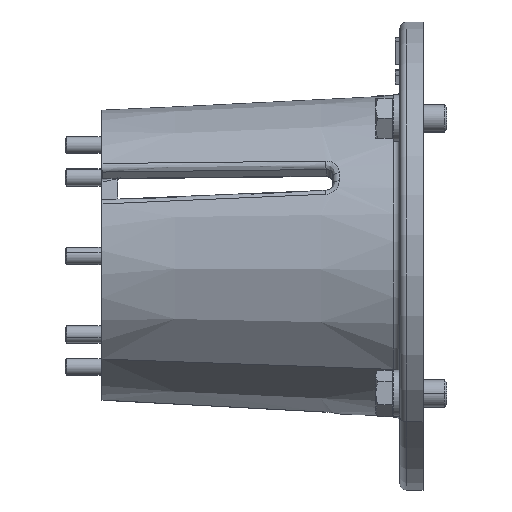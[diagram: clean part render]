
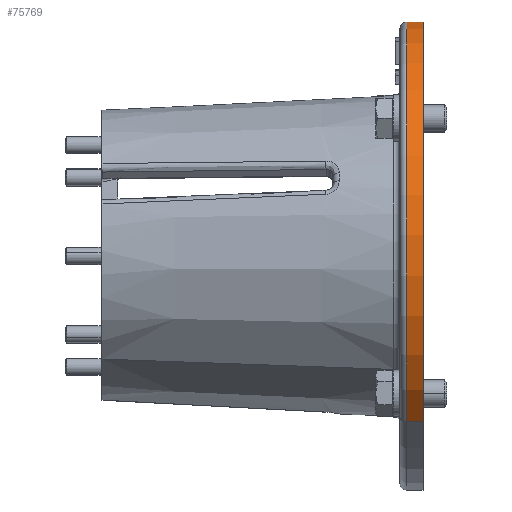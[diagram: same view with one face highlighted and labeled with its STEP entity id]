
A CAD part, top view. The second image highlights one B-rep face of the part: STEP entity #75769.
In plain terms, the highlighted cylindrical face has radius 111.125 mm (diameter 222.25 mm), a partial arc.
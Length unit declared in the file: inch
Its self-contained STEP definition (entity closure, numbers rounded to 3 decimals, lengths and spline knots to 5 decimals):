
#2645 = VECTOR ( 'NONE', #43189, 39.37008 ) ;
#10255 = CARTESIAN_POINT ( 'NONE',  ( 0.06, 7.75614, -2.74524 ) ) ;
#12543 = VERTEX_POINT ( 'NONE', #57543 ) ;
#13849 = VERTEX_POINT ( 'NONE', #80615 ) ;
#14461 = CARTESIAN_POINT ( 'NONE',  ( -0.06, 7.75614, -2.74524 ) ) ;
#18006 = CIRCLE ( 'NONE', #29998, 4.375 ) ;
#18706 = DIRECTION ( 'NONE',  ( 1., 0., 0. ) ) ;
#19278 = CYLINDRICAL_SURFACE ( 'NONE', #28255, 4.375 ) ;
#19735 = VECTOR ( 'NONE', #50014, 39.37008 ) ;
#19761 = DIRECTION ( 'NONE',  ( 0., 0.707, -0.707 ) ) ;
#21295 = CARTESIAN_POINT ( 'NONE',  ( -0.06, 1.56896, 3.44194 ) ) ;
#21518 = EDGE_CURVE ( 'NONE', #13849, #12543, #85661, .T. ) ;
#24104 = ORIENTED_EDGE ( 'NONE', *, *, #21518, .T. ) ;
#27225 = CARTESIAN_POINT ( 'NONE',  ( -0.06, 4.66255, 0.34835 ) ) ;
#27586 = EDGE_CURVE ( 'NONE', #65868, #13849, #92018, .T. ) ;
#28255 = AXIS2_PLACEMENT_3D ( 'NONE', #27225, #55954, #84541 ) ;
#29998 = AXIS2_PLACEMENT_3D ( 'NONE', #83028, #18706, #47429 ) ;
#30592 = VERTEX_POINT ( 'NONE', #10255 ) ;
#31983 = EDGE_LOOP ( 'NONE', ( #39409, #24104, #77315, #55078 ) ) ;
#39409 = ORIENTED_EDGE ( 'NONE', *, *, #27586, .T. ) ;
#43189 = DIRECTION ( 'NONE',  ( 1., 0., 0. ) ) ;
#44242 = EDGE_CURVE ( 'NONE', #65868, #30592, #78758, .T. ) ;
#47429 = DIRECTION ( 'NONE',  ( 0., 0.707, -0.707 ) ) ;
#50014 = DIRECTION ( 'NONE',  ( 1., 0., 0. ) ) ;
#50191 = EDGE_CURVE ( 'NONE', #30592, #12543, #18006, .T. ) ;
#51520 = AXIS2_PLACEMENT_3D ( 'NONE', #55504, #84083, #19761 ) ;
#55078 = ORIENTED_EDGE ( 'NONE', *, *, #44242, .F. ) ;
#55504 = CARTESIAN_POINT ( 'NONE',  ( -0.245, 4.66255, 0.34835 ) ) ;
#55954 = DIRECTION ( 'NONE',  ( 1., 0., 0. ) ) ;
#57543 = CARTESIAN_POINT ( 'NONE',  ( 0.06, 1.56896, 3.44194 ) ) ;
#62048 = FACE_OUTER_BOUND ( 'NONE', #31983, .T. ) ;
#65868 = VERTEX_POINT ( 'NONE', #91155 ) ;
#75769 = ADVANCED_FACE ( 'NONE', ( #62048 ), #19278, .T. ) ;
#77315 = ORIENTED_EDGE ( 'NONE', *, *, #50191, .F. ) ;
#78758 = LINE ( 'NONE', #14461, #2645 ) ;
#80615 = CARTESIAN_POINT ( 'NONE',  ( -0.245, 1.56896, 3.44194 ) ) ;
#83028 = CARTESIAN_POINT ( 'NONE',  ( 0.06, 4.66255, 0.34835 ) ) ;
#84083 = DIRECTION ( 'NONE',  ( 1., 0., 0. ) ) ;
#84541 = DIRECTION ( 'NONE',  ( 0., 0.707, -0.707 ) ) ;
#85661 = LINE ( 'NONE', #21295, #19735 ) ;
#91155 = CARTESIAN_POINT ( 'NONE',  ( -0.245, 7.75614, -2.74524 ) ) ;
#92018 = CIRCLE ( 'NONE', #51520, 4.375 ) ;
